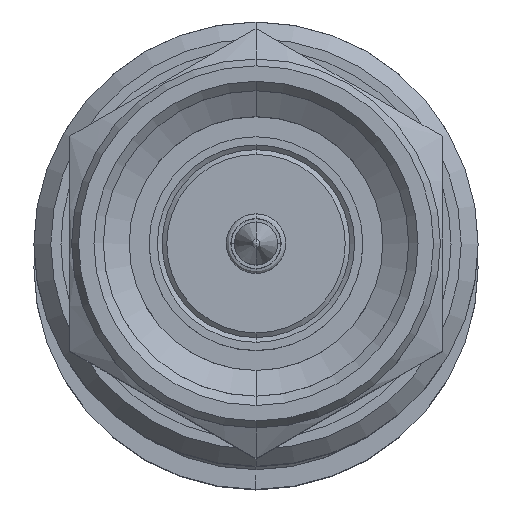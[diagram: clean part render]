
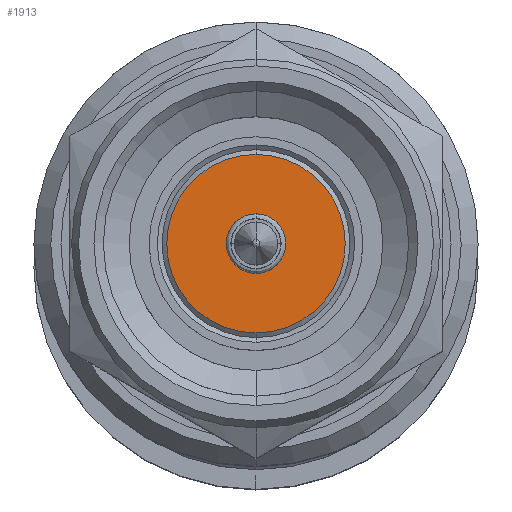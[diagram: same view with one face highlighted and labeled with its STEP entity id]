
A CAD part, top view. The second image highlights one B-rep face of the part: STEP entity #1913.
In plain terms, the highlighted face is planar.
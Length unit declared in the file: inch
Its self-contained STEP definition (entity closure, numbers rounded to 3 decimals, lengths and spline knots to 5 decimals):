
#61 = CIRCLE ( 'NONE', #2177, 0.025 ) ;
#162 = ORIENTED_EDGE ( 'NONE', *, *, #222, .T. ) ;
#187 = CARTESIAN_POINT ( 'NONE',  ( 0.11417, 0., 0. ) ) ;
#209 = CIRCLE ( 'NONE', #1511, 0.0748 ) ;
#222 = EDGE_CURVE ( 'NONE', #2328, #3975, #1586, .T. ) ;
#651 = VERTEX_POINT ( 'NONE', #2912 ) ;
#705 = FACE_OUTER_BOUND ( 'NONE', #1861, .T. ) ;
#748 = ORIENTED_EDGE ( 'NONE', *, *, #5681, .F. ) ;
#806 = EDGE_LOOP ( 'NONE', ( #1530, #748 ) ) ;
#946 = EDGE_CURVE ( 'NONE', #3975, #2328, #209, .T. ) ;
#1169 = CARTESIAN_POINT ( 'NONE',  ( 0.11417, 0., 0. ) ) ;
#1502 = DIRECTION ( 'NONE',  ( -1., 0., 0. ) ) ;
#1511 = AXIS2_PLACEMENT_3D ( 'NONE', #1169, #5128, #3102 ) ;
#1530 = ORIENTED_EDGE ( 'NONE', *, *, #2205, .F. ) ;
#1569 = FACE_BOUND ( 'NONE', #806, .T. ) ;
#1586 = CIRCLE ( 'NONE', #4108, 0.0748 ) ;
#1860 = DIRECTION ( 'NONE',  ( -1., 0., 0. ) ) ;
#1861 = EDGE_LOOP ( 'NONE', ( #162, #3512 ) ) ;
#1913 = ADVANCED_FACE ( 'NONE', ( #1569, #705 ), #4569, .F. ) ;
#2177 = AXIS2_PLACEMENT_3D ( 'NONE', #6001, #3008, #4089 ) ;
#2205 = EDGE_CURVE ( 'NONE', #2209, #651, #61, .T. ) ;
#2209 = VERTEX_POINT ( 'NONE', #3040 ) ;
#2328 = VERTEX_POINT ( 'NONE', #5130 ) ;
#2337 = CARTESIAN_POINT ( 'NONE',  ( 0.11417, 0., 0. ) ) ;
#2753 = CIRCLE ( 'NONE', #5380, 0.025 ) ;
#2912 = CARTESIAN_POINT ( 'NONE',  ( 0.11417, 0.025, 0. ) ) ;
#3008 = DIRECTION ( 'NONE',  ( -1., 0., 0. ) ) ;
#3040 = CARTESIAN_POINT ( 'NONE',  ( 0.11417, -0.025, 0. ) ) ;
#3102 = DIRECTION ( 'NONE',  ( 0., -1., 0. ) ) ;
#3512 = ORIENTED_EDGE ( 'NONE', *, *, #946, .T. ) ;
#3789 = DIRECTION ( 'NONE',  ( 0., -1., 0. ) ) ;
#3975 = VERTEX_POINT ( 'NONE', #4155 ) ;
#4063 = DIRECTION ( 'NONE',  ( 0., 1., 0. ) ) ;
#4089 = DIRECTION ( 'NONE',  ( 0., -1., 0. ) ) ;
#4108 = AXIS2_PLACEMENT_3D ( 'NONE', #4415, #1502, #5258 ) ;
#4155 = CARTESIAN_POINT ( 'NONE',  ( 0.11417, -0.0748, 0. ) ) ;
#4415 = CARTESIAN_POINT ( 'NONE',  ( 0.11417, 0., 0. ) ) ;
#4569 = PLANE ( 'NONE',  #5816 ) ;
#5128 = DIRECTION ( 'NONE',  ( -1., 0., 0. ) ) ;
#5130 = CARTESIAN_POINT ( 'NONE',  ( 0.11417, 0.0748, 0. ) ) ;
#5258 = DIRECTION ( 'NONE',  ( 0., -1., 0. ) ) ;
#5380 = AXIS2_PLACEMENT_3D ( 'NONE', #2337, #1860, #3789 ) ;
#5524 = DIRECTION ( 'NONE',  ( 1., 0., 0. ) ) ;
#5681 = EDGE_CURVE ( 'NONE', #651, #2209, #2753, .T. ) ;
#5816 = AXIS2_PLACEMENT_3D ( 'NONE', #187, #5524, #4063 ) ;
#6001 = CARTESIAN_POINT ( 'NONE',  ( 0.11417, 0., 0. ) ) ;
